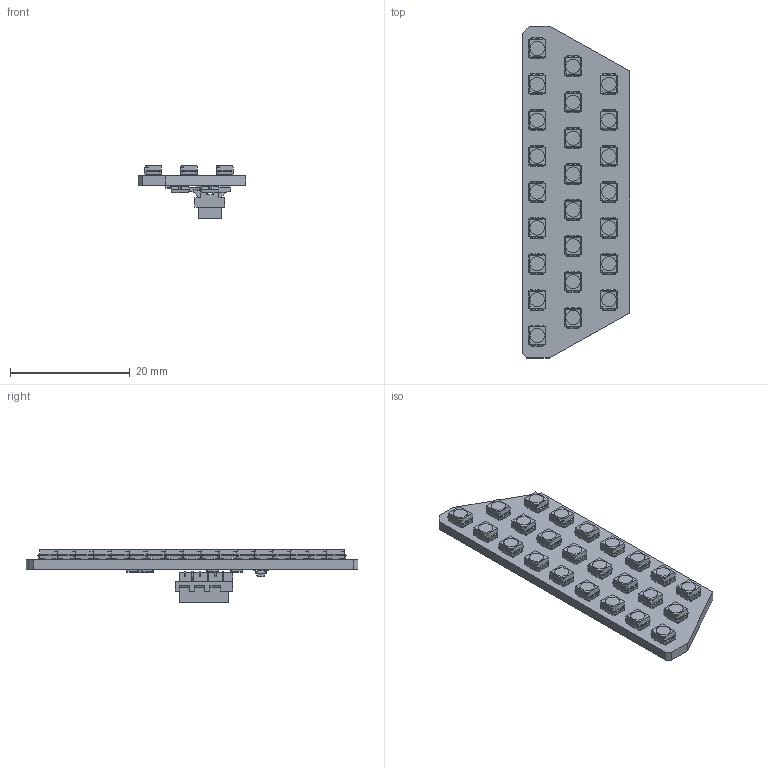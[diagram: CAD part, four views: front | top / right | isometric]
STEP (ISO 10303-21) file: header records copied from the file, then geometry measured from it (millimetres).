
FILE_DESCRIPTION(('KiCad electronic assembly'),'2;1');
FILE_NAME('LED_Panel_Hex_schraeg.step','2019-12-29T20:49:37',( 'An Author'),('A Company'),'Open CASCADE STEP processor 6.9', 'KiCad to STEP converter','Unknown');
FILE_SCHEMA(('AUTOMOTIVE_DESIGN { 1 0 10303 214 1 1 1 1 }'));
Length unit declared in the file: millimetre
Products named in the file (12): Open CASCADE STEP translator 6.9 1; R_0805_2012Metric; SOLID; micromatch_smd_6pin; PLCC-2; SOT-23; R_1206_3216Metric
Assembly tree (39 placements, depth 3):
  Open CASCADE STEP translator 6.9 1
    R_0805_2012Metric  x4
      SOLID
    micromatch_smd_6pin
      SOLID
    PLCC-2  x24
      SOLID
    SOT-23  x2
      SOLID
    R_1206_3216Metric  x2
      SOLID
    SOLID
Bounding box: 18 x 55.5 x 8.85 mm (x, y, z)
Volume: 1923 mm3; surface area: 3564.8 mm2
Topology: 34 solids, 34 shells, 3019 faces, 8311 edges, 5288 vertices
Faces by surface type: bspline 3008, plane 11
Entity records: 34936 total; most frequent: CARTESIAN_POINT 14186, B_SPLINE_CURVE_WITH_KNOTS 3989, ORIENTED_EDGE 3022, PCURVE 3022, DEFINITIONAL_REPRESENTATION 3022, EDGE_CURVE 1511, SURFACE_CURVE 1510, VERTEX_POINT 981
